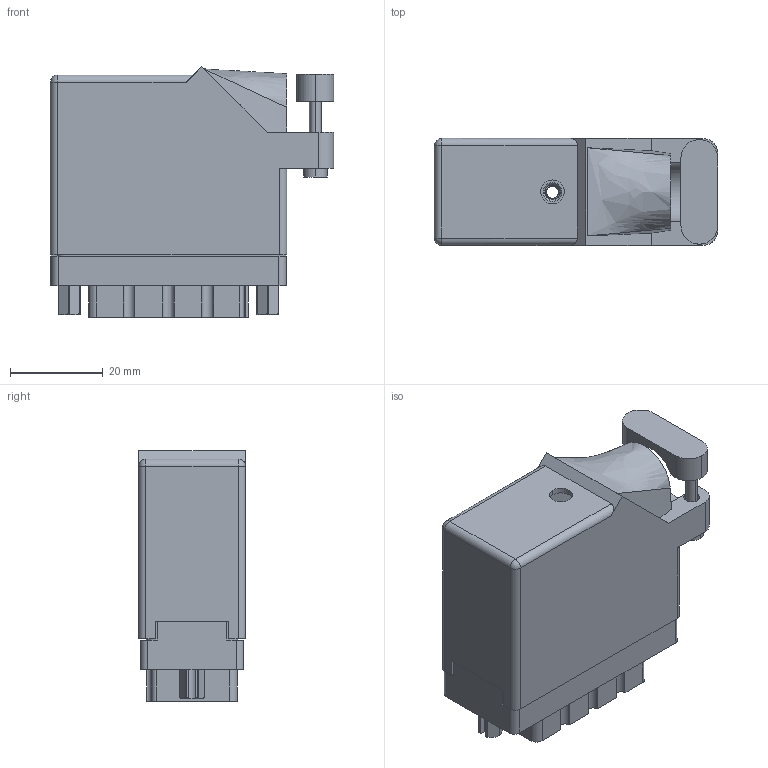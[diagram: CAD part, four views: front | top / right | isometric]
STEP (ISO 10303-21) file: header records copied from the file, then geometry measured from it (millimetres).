
FILE_DESCRIPTION (( 'STEP AP203' ), '1' );
FILE_NAME ('516-038-501-222.STEP', '2020-09-08T14:44:45', ( '' ), ( '' ), 'SwSTEP 2.0', 'SolidWorks 2020', '' );
FILE_SCHEMA (( 'CONFIG_CONTROL_DESIGN' ));
Length unit declared in the file: inch
Products named in the file (8): 516-292-001_501 Contact; 516 Part Receptacle_038; 516-221-038-102_038; 516-252-035-100_516-252-035-100; 516-230-001_Plastic - 038 Side Entry; 516-252-021-102_038; 516-221-038-102_039; 516-038-501-222
Assembly tree (46 placements, depth 2):
  516-038-501-222
    516 Part Receptacle_038
    516-292-001_501 Contact  x39
    516-230-001_Plastic - 038 Side Entry
    516-252-021-102_038  x2
    516-221-038-102_038
    516-252-035-100_516-252-035-100
    516-221-038-102_039
Bounding box: 61.21 x 23.11 x 54.15 mm (x, y, z)
Volume: 23386.3 mm3; surface area: 37195.3 mm2
Topology: 46 solids, 46 shells, 4016 faces, 11588 edges, 7682 vertices
Faces by surface type: plane 2331, cylinder 1368, bspline 271, cone 44, sphere 2
Entity records: 49827 total; most frequent: CARTESIAN_POINT 14638, ORIENTED_EDGE 7176, DIRECTION 6798, EDGE_CURVE 3588, LINE 2396, VECTOR 2396, VERTEX_POINT 2378, AXIS2_PLACEMENT_3D 2201
